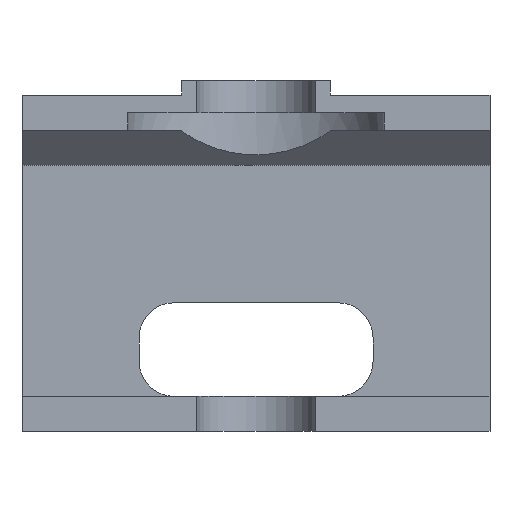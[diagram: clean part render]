
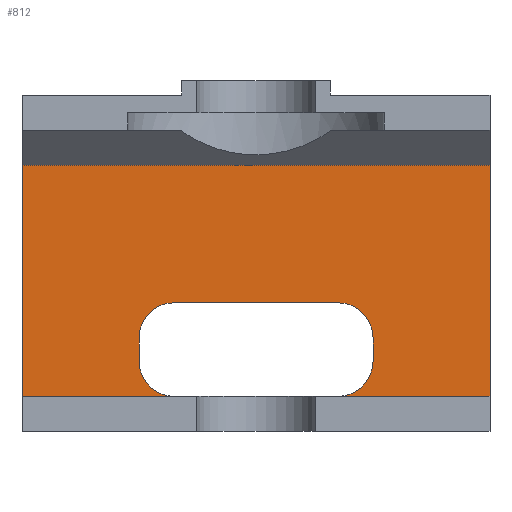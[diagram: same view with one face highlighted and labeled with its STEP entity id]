
A CAD part, front view. The second image highlights one B-rep face of the part: STEP entity #812.
In plain terms, the highlighted planar face has unit normal (0, -1, 0).
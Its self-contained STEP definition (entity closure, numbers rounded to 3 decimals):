
#42=CIRCLE('',#872,3.81);
#43=CIRCLE('',#873,3.81);
#44=CIRCLE('',#874,3.81);
#45=CIRCLE('',#875,3.81);
#68=FACE_OUTER_BOUND('',#112,.T.);
#112=EDGE_LOOP('',(#566,#567,#568,#569,#570,#571,#572,#573,#574,#575,#576,
#577));
#164=LINE('',#1188,#255);
#165=LINE('',#1191,#256);
#169=LINE('',#1199,#260);
#175=LINE('',#1221,#266);
#176=LINE('',#1222,#267);
#177=LINE('',#1226,#268);
#178=LINE('',#1230,#269);
#179=LINE('',#1234,#270);
#255=VECTOR('',#947,10.);
#256=VECTOR('',#950,10.);
#260=VECTOR('',#954,10.);
#266=VECTOR('',#972,10.);
#267=VECTOR('',#973,10.);
#268=VECTOR('',#976,10.);
#269=VECTOR('',#979,10.);
#270=VECTOR('',#982,10.);
#338=VERTEX_POINT('',#1170);
#346=VERTEX_POINT('',#1186);
#347=VERTEX_POINT('',#1190);
#350=VERTEX_POINT('',#1196);
#351=VERTEX_POINT('',#1198);
#361=VERTEX_POINT('',#1220);
#362=VERTEX_POINT('',#1223);
#363=VERTEX_POINT('',#1225);
#364=VERTEX_POINT('',#1227);
#365=VERTEX_POINT('',#1229);
#366=VERTEX_POINT('',#1231);
#367=VERTEX_POINT('',#1233);
#428=EDGE_CURVE('',#338,#346,#164,.T.);
#429=EDGE_CURVE('',#338,#347,#165,.T.);
#433=EDGE_CURVE('',#351,#350,#169,.T.);
#444=EDGE_CURVE('',#361,#346,#175,.T.);
#445=EDGE_CURVE('',#361,#351,#176,.T.);
#446=EDGE_CURVE('',#350,#362,#42,.T.);
#447=EDGE_CURVE('',#362,#363,#177,.T.);
#448=EDGE_CURVE('',#363,#364,#43,.T.);
#449=EDGE_CURVE('',#364,#365,#178,.T.);
#450=EDGE_CURVE('',#365,#366,#44,.T.);
#451=EDGE_CURVE('',#366,#367,#179,.T.);
#452=EDGE_CURVE('',#367,#347,#45,.T.);
#566=ORIENTED_EDGE('',*,*,#428,.T.);
#567=ORIENTED_EDGE('',*,*,#444,.F.);
#568=ORIENTED_EDGE('',*,*,#445,.T.);
#569=ORIENTED_EDGE('',*,*,#433,.T.);
#570=ORIENTED_EDGE('',*,*,#446,.T.);
#571=ORIENTED_EDGE('',*,*,#447,.T.);
#572=ORIENTED_EDGE('',*,*,#448,.T.);
#573=ORIENTED_EDGE('',*,*,#449,.T.);
#574=ORIENTED_EDGE('',*,*,#450,.T.);
#575=ORIENTED_EDGE('',*,*,#451,.T.);
#576=ORIENTED_EDGE('',*,*,#452,.T.);
#577=ORIENTED_EDGE('',*,*,#429,.F.);
#784=PLANE('',#871);
#812=ADVANCED_FACE('',(#68),#784,.T.);
#871=AXIS2_PLACEMENT_3D('',#1219,#970,#971);
#872=AXIS2_PLACEMENT_3D('',#1224,#974,#975);
#873=AXIS2_PLACEMENT_3D('',#1228,#977,#978);
#874=AXIS2_PLACEMENT_3D('',#1232,#980,#981);
#875=AXIS2_PLACEMENT_3D('',#1235,#983,#984);
#947=DIRECTION('',(0.,0.,1.));
#950=DIRECTION('',(-1.,0.,0.));
#954=DIRECTION('',(1.,0.,0.));
#970=DIRECTION('center_axis',(0.,-1.,0.));
#971=DIRECTION('ref_axis',(0.,0.,-1.));
#972=DIRECTION('',(1.,0.,0.));
#973=DIRECTION('',(0.,0.,-1.));
#974=DIRECTION('center_axis',(0.,1.,0.));
#975=DIRECTION('ref_axis',(-1.,0.,0.));
#976=DIRECTION('',(0.,0.,1.));
#977=DIRECTION('center_axis',(0.,1.,0.));
#978=DIRECTION('ref_axis',(-1.,0.,0.));
#979=DIRECTION('',(1.,0.,0.));
#980=DIRECTION('center_axis',(0.,1.,0.));
#981=DIRECTION('ref_axis',(-1.,0.,0.));
#982=DIRECTION('',(0.,0.,-1.));
#983=DIRECTION('center_axis',(0.,1.,0.));
#984=DIRECTION('ref_axis',(-1.,0.,0.));
#1170=CARTESIAN_POINT('',(53.34,21.59,-32.703));
#1186=CARTESIAN_POINT('',(53.34,21.59,-7.62));
#1188=CARTESIAN_POINT('',(53.34,21.59,-20.161));
#1190=CARTESIAN_POINT('',(36.83,21.59,-32.703));
#1191=CARTESIAN_POINT('',(64.77,21.59,-32.703));
#1196=CARTESIAN_POINT('',(19.05,21.59,-32.703));
#1198=CARTESIAN_POINT('',(2.54,21.59,-32.703));
#1199=CARTESIAN_POINT('',(22.86,21.59,-32.703));
#1219=CARTESIAN_POINT('Origin',(2.54,21.59,-3.81));
#1220=CARTESIAN_POINT('',(2.54,21.59,-7.62));
#1221=CARTESIAN_POINT('',(2.54,21.59,-7.62));
#1222=CARTESIAN_POINT('',(2.54,21.59,-11.268));
#1223=CARTESIAN_POINT('',(15.24,21.59,-28.892));
#1224=CARTESIAN_POINT('Origin',(19.05,21.59,-28.893));
#1225=CARTESIAN_POINT('',(15.24,21.59,-26.353));
#1226=CARTESIAN_POINT('',(15.24,21.59,-15.081));
#1227=CARTESIAN_POINT('',(19.05,21.59,-22.543));
#1228=CARTESIAN_POINT('Origin',(19.05,21.59,-26.353));
#1229=CARTESIAN_POINT('',(36.83,21.59,-22.543));
#1230=CARTESIAN_POINT('',(19.685,21.59,-22.543));
#1231=CARTESIAN_POINT('',(40.64,21.59,-26.352));
#1232=CARTESIAN_POINT('Origin',(36.83,21.59,-26.353));
#1233=CARTESIAN_POINT('',(40.64,21.59,-28.892));
#1234=CARTESIAN_POINT('',(40.64,21.59,-16.351));
#1235=CARTESIAN_POINT('Origin',(36.83,21.59,-28.893));
